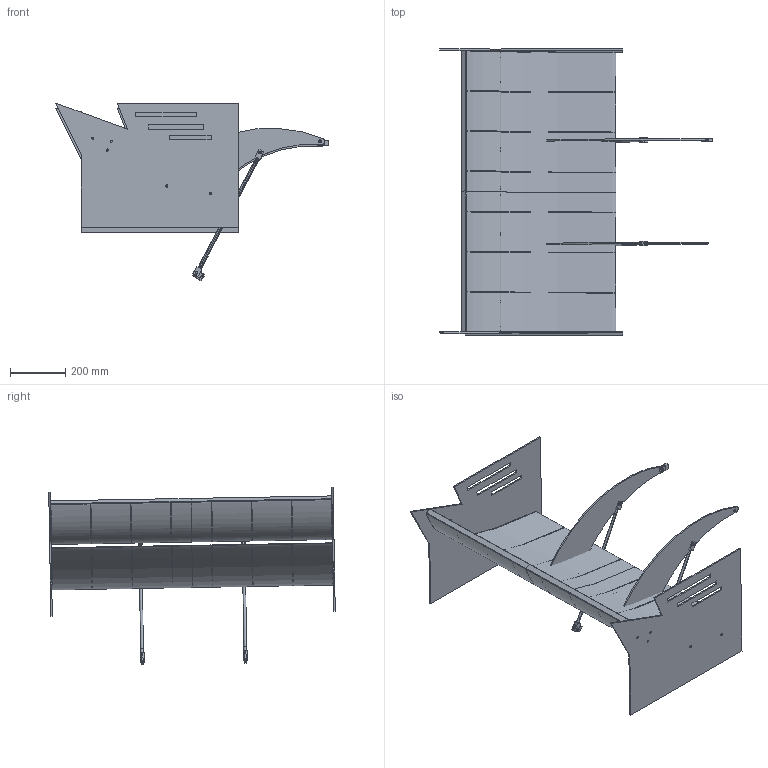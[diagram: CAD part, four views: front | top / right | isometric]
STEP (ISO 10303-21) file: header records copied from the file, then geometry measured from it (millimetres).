
FILE_DESCRIPTION(('CATIA V5 STEP Exchange'),'2;1');
FILE_NAME('rwing.stp','2018-12-29T13:00:31+00:00',('none'),('none'),'CATIA Version 5 Release 17 (IN-10)','CATIA V5 STEP AP203','none');
FILE_SCHEMA(('CONFIG_CONTROL_DESIGN'));
Length unit declared in the file: millimetre
Products named in the file (12): 2019model; rearwing; end; swanneck; rwingrod; rmain; Symmetry of end; Symmetry of rmain; rsub; Symmetry of rsub; Symmetry of swanneck; Symmetry of rwingrod
Assembly tree (56 placements, depth 5):
  2019model
    rearwing
      end
        #68
      swanneck
        #1132
        rwingrod
          #2283  x2
          #2794
          #2963
      rmain
        #3393
        #6340  x4
        #8542  x2
        #8724
      Symmetry of end
        #9225
      Symmetry of rmain
        #10253
        #13200  x4
        #15402  x2
        #15584
      rsub
        #16085
        #18898  x4
        #21100  x2
        #21282
      Symmetry of rsub
        #21478
        #24291  x4
        #26493  x2
        #26675
      Symmetry of swanneck
        #26871
        #28016
        Symmetry of rwingrod
          #28449  x2
          #28960
          #29129
Bounding box: 986.95 x 1037.7 x 643.99 mm (x, y, z)
Volume: 5158549.8 mm3; surface area: 4842218.7 mm2
Topology: 47 solids, 47 shells, 476 faces, 1094 edges, 717 vertices
Faces by surface type: plane 242, cylinder 184, bspline 50
Entity records: 29465 total; most frequent: CARTESIAN_POINT 21710, ORIENTED_EDGE 1460, DIRECTION 1294, EDGE_CURVE 730, AXIS2_PLACEMENT_3D 540, VERTEX_POINT 480, VECTOR 422, LINE 422
